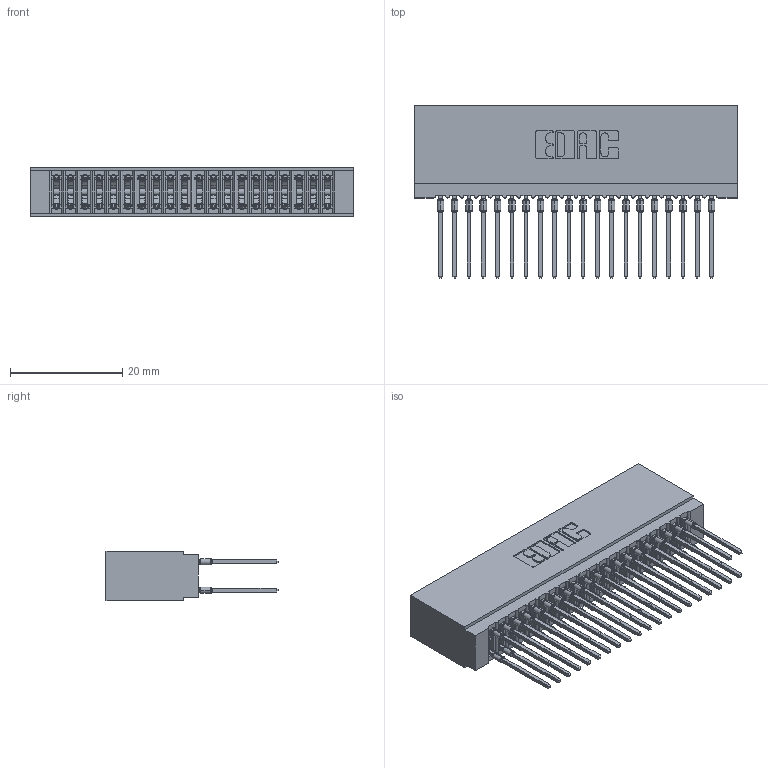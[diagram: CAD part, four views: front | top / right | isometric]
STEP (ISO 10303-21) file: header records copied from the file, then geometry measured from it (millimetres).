
FILE_DESCRIPTION (( 'STEP AP203' ), '1' );
FILE_NAME ('745-040-540-201.STEP', '2026-02-26T17:34:06', ( '' ), ( '' ), 'SwSTEP 2.0', 'SolidWorks 2023', '' );
FILE_SCHEMA (( 'CONFIG_CONTROL_DESIGN' ));
Length unit declared in the file: millimetre
Products named in the file (3): 745 Part_Insulator Option - 01; 745-292-001_540; 745-040-540-201
Assembly tree (41 placements, depth 2):
  745-040-540-201
    745 Part_Insulator Option - 01
    745-292-001_540  x40
Bounding box: 57.4 x 30.62 x 8.89 mm (x, y, z)
Volume: 5421.2 mm3; surface area: 10972.8 mm2
Topology: 41 solids, 41 shells, 3675 faces, 9878 edges, 6212 vertices
Faces by surface type: plane 1895, bspline 800, cylinder 740, torus 240
Entity records: 36674 total; most frequent: CARTESIAN_POINT 6871, ORIENTED_EDGE 6262, DIRECTION 5489, EDGE_CURVE 3131, LINE 2829, VECTOR 2829, VERTEX_POINT 2000, AXIS2_PLACEMENT_3D 1330
